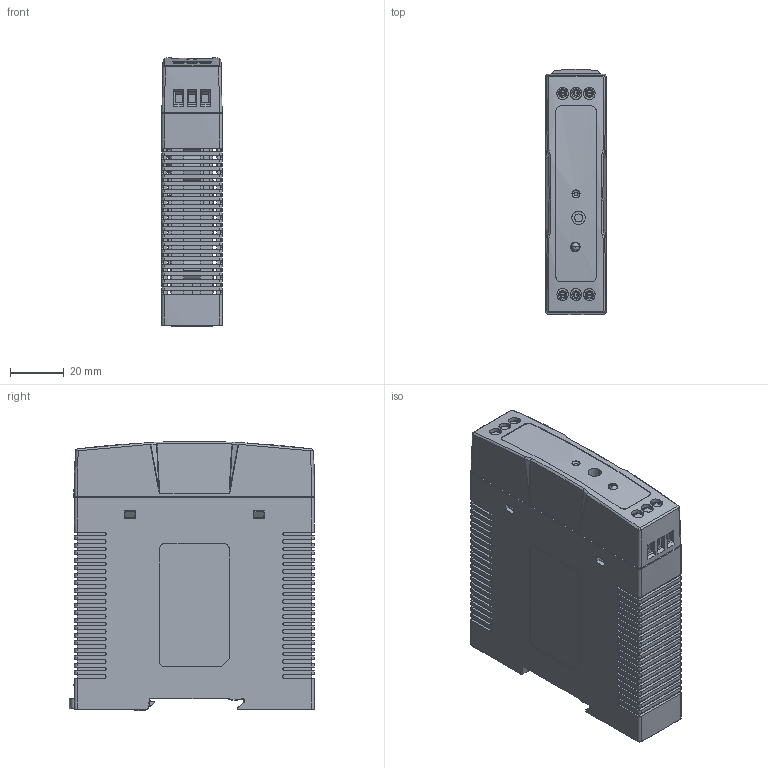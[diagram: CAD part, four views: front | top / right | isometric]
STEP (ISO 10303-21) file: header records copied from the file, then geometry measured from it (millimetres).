
FILE_DESCRIPTION((''),'2;1');
FILE_NAME('YSD20L_ASM','2021-08-28T14:57:13',('Administrator'),(''),'CREO PARAMETRIC BY PTC INC, 2019080','CREO PARAMETRIC BY PTC INC, 2019080','');
FILE_SCHEMA(('CONFIG_CONTROL_DESIGN','SHAPE_APPEARANCE_LAYERS_GROUPS'));
Products named in the file (14): YSD20L-BOTTOM; YSD20L-CAP; PRC-1; VR_; LED_; PCB-2_; 3P-CONECT_2_; 3P-CONECT_1_; 3P-CONECT_1_1_; 3P-CONECT_STP__ASM; PCB-12850_; PCB-13330__ASM; PCB_ASM; YSD20L_ASM
Assembly tree (14 placements, depth 4):
  YSD20L_ASM
    YSD20L-BOTTOM
    YSD20L-CAP
    PRC-1
    PCB_ASM
      VR_
      LED_
      PCB-2_
      3P-CONECT_STP__ASM
        3P-CONECT_2_
        3P-CONECT_1_  x2
        3P-CONECT_1_1_
      PCB-13330__ASM
        PCB-12850_
Bounding box: 22.5 x 91.74 x 100.4 mm (x, y, z)
Volume: 89155.7 mm3; surface area: 89880.1 mm2
Topology: 13 solids, 13 shells, 2324 faces, 6228 edges, 3981 vertices
Faces by surface type: plane 1651, cylinder 411, bspline 161, cone 72, torus 25, sphere 4
Entity records: 111267 total; most frequent: CARTESIAN_POINT 25556, ORIENTED_EDGE 11970, DIRECTION 9374, PRESENTATION_STYLE_ASSIGNMENT 7944, STYLED_ITEM 7878, CURVE_STYLE 5985, EDGE_CURVE 5985, VECTOR 4506
